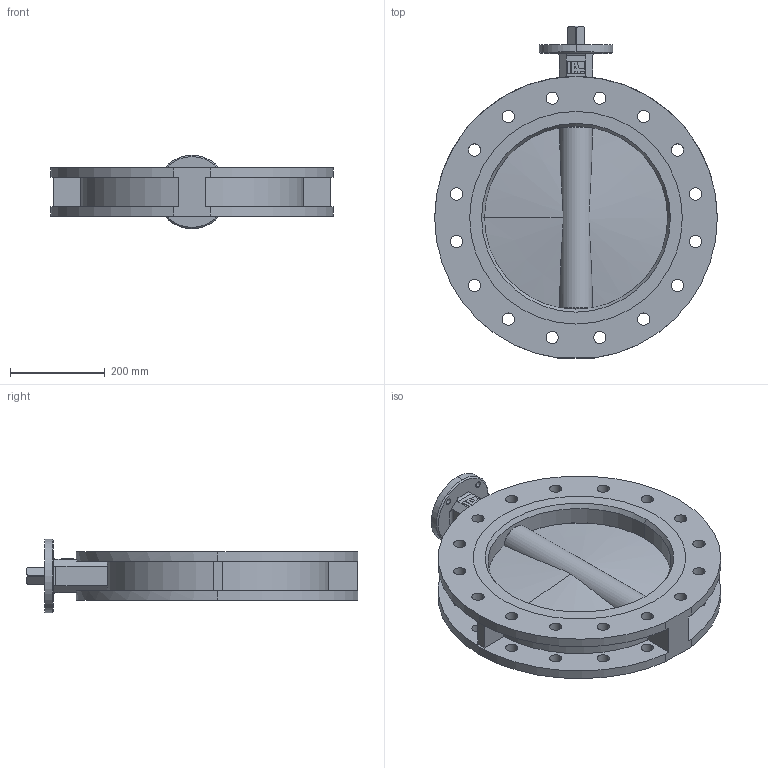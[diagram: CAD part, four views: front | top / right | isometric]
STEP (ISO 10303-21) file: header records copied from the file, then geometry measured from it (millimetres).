
FILE_DESCRIPTION (( 'STEP AP214' ), '1' );
FILE_NAME ('D40400._A.step', '2013-07-30T15:15:46', ( 'mbuehlmann' ), ( '' ), 'SwSTEP 2.0', 'SolidWorks 2012', '' );
FILE_SCHEMA (( 'AUTOMOTIVE_DESIGN' ));
Length unit declared in the file: millimetre
Products named in the file (6): ia-Logo26; ia-scheibe250_ia-scheibe400; ia-Dichtungbasic_Dichtung400; ia-4kt_ia-4kt400; BO.D40400._A; D40400._A
Assembly tree (5 placements, depth 2):
  D40400._A
    BO.D40400._A
    ia-4kt_ia-4kt400
    ia-Dichtungbasic_Dichtung400
    ia-scheibe250_ia-scheibe400
    ia-Logo26
Bounding box: 597 x 701 x 155 mm (x, y, z)
Volume: 13673030.4 mm3; surface area: 1508374.9 mm2
Topology: 5 solids, 5 shells, 197 faces, 543 edges, 356 vertices
Faces by surface type: cylinder 103, plane 61, cone 21, torus 10, sphere 2
Entity records: 6989 total; most frequent: CARTESIAN_POINT 1470, DIRECTION 1143, ORIENTED_EDGE 1080, EDGE_CURVE 540, AXIS2_PLACEMENT_3D 448, VERTEX_POINT 355, EDGE_LOOP 277, VECTOR 247
